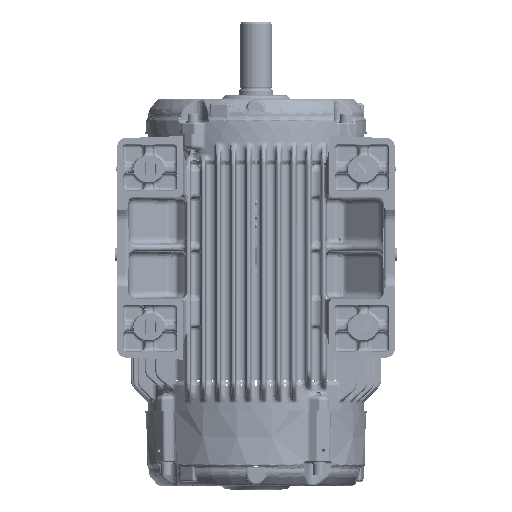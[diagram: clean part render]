
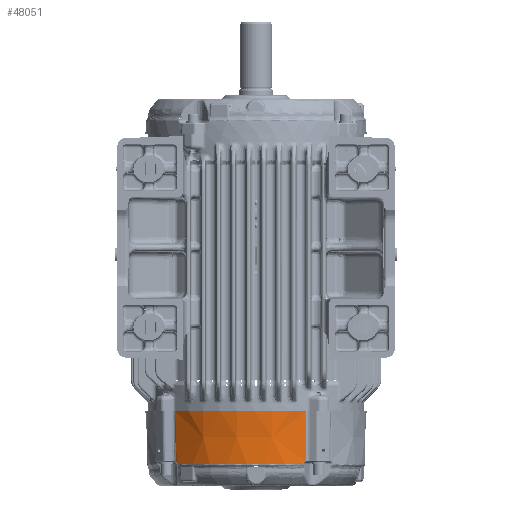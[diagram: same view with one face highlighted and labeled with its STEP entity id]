
A CAD part, front view. The second image highlights one B-rep face of the part: STEP entity #48051.
In plain terms, the highlighted conical face has half-angle 1 degrees and reference radius 98 mm.
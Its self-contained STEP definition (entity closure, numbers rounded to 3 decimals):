
#7642=FACE_OUTER_BOUND('',#54939,.T.);
#35640=B_SPLINE_CURVE_WITH_KNOTS('',3,(#156244,#156245,#156246,#156247,
#156248,#156249,#156250,#156251,#156252,#156253),.UNSPECIFIED.,.F.,.F.,
(4,3,3,4),(0.,0.023,0.747,1.),.UNSPECIFIED.);
#35696=B_SPLINE_CURVE_WITH_KNOTS('',3,(#157000,#157001,#157002,#157003,
#157004,#157005,#157006,#157007,#157008,#157009,#157010,#157011,#157012,
#157013),.UNSPECIFIED.,.F.,.F.,(4,2,2,2,2,2,4),(0.,0.25,0.375,
0.437,0.5,0.75,1.),.UNSPECIFIED.);
#35697=B_SPLINE_CURVE_WITH_KNOTS('',3,(#157017,#157018,#157019,#157020,
#157021,#157022,#157023,#157024,#157025,#157026,#157027,#157028,#157029,
#157030,#157031,#157032,#157033),.UNSPECIFIED.,.F.,.F.,(4,2,2,2,2,1,2,2,
4),(0.,0.25,0.375,0.5,0.75,
0.813,0.844,0.875,1.),.UNSPECIFIED.);
#35698=B_SPLINE_CURVE_WITH_KNOTS('',3,(#157035,#157036,#157037,#157038,
#157039,#157040,#157041,#157042,#157043,#157044),.UNSPECIFIED.,.F.,.F.,
(4,3,3,4),(0.,0.162,0.886,1.),.UNSPECIFIED.);
#48051=ADVANCED_FACE('',(#7642),#53506,.T.);
#53506=CONICAL_SURFACE('',#118171,98.,1.);
#54939=EDGE_LOOP('',(#62540,#62541,#62542,#62543,#62544,#62545));
#62540=ORIENTED_EDGE('',*,*,#98406,.F.);
#62541=ORIENTED_EDGE('',*,*,#98239,.T.);
#62542=ORIENTED_EDGE('',*,*,#98407,.T.);
#62543=ORIENTED_EDGE('',*,*,#98408,.T.);
#62544=ORIENTED_EDGE('',*,*,#98409,.T.);
#62545=ORIENTED_EDGE('',*,*,#98410,.T.);
#89003=VERTEX_POINT('',#156254);
#89004=VERTEX_POINT('',#156255);
#89080=VERTEX_POINT('',#156999);
#89081=VERTEX_POINT('',#157014);
#89082=VERTEX_POINT('',#157016);
#89083=VERTEX_POINT('',#157034);
#98239=EDGE_CURVE('',#89003,#89004,#35640,.T.);
#98406=EDGE_CURVE('',#89003,#89080,#112509,.T.);
#98407=EDGE_CURVE('',#89004,#89081,#35696,.T.);
#98408=EDGE_CURVE('',#89081,#89082,#112510,.T.);
#98409=EDGE_CURVE('',#89082,#89083,#35697,.T.);
#98410=EDGE_CURVE('',#89083,#89080,#35698,.T.);
#112509=CIRCLE('',#118169,98.);
#112510=CIRCLE('',#118170,97.183);
#118169=AXIS2_PLACEMENT_3D('',#156998,#129207,#129208);
#118170=AXIS2_PLACEMENT_3D('',#157015,#129209,#129210);
#118171=AXIS2_PLACEMENT_3D('',#157045,#129211,#129212);
#129207=DIRECTION('',(0.,0.,1.));
#129208=DIRECTION('',(1.,0.,0.));
#129209=DIRECTION('',(0.,0.,1.));
#129210=DIRECTION('',(-1.,0.,0.));
#129211=DIRECTION('',(0.,0.,1.));
#129212=DIRECTION('',(-1.,0.,0.));
#156244=CARTESIAN_POINT('',(-71.504,-67.016,-284.5));
#156245=CARTESIAN_POINT('',(-71.502,-67.01,-284.833));
#156246=CARTESIAN_POINT('',(-71.499,-67.004,-285.166));
#156247=CARTESIAN_POINT('',(-71.497,-66.998,-285.499));
#156248=CARTESIAN_POINT('',(-71.421,-66.808,-296.163));
#156249=CARTESIAN_POINT('',(-71.344,-66.617,-306.828));
#156250=CARTESIAN_POINT('',(-71.267,-66.426,-317.493));
#156251=CARTESIAN_POINT('',(-71.24,-66.359,-321.224));
#156252=CARTESIAN_POINT('',(-71.214,-66.293,-324.955));
#156253=CARTESIAN_POINT('',(-71.187,-66.226,-328.687));
#156254=CARTESIAN_POINT('',(-71.504,-67.016,-284.5));
#156255=CARTESIAN_POINT('',(-71.187,-66.226,-328.687));
#156998=CARTESIAN_POINT('',(0.,0.,-284.5));
#156999=CARTESIAN_POINT('',(44.271,-87.43,-284.5));
#157000=CARTESIAN_POINT('',(-71.187,-66.226,-328.687));
#157001=CARTESIAN_POINT('',(-70.877,-66.556,-328.789));
#157002=CARTESIAN_POINT('',(-70.604,-66.842,-328.898));
#157003=CARTESIAN_POINT('',(-70.251,-67.208,-329.071));
#157004=CARTESIAN_POINT('',(-70.143,-67.319,-329.13));
#157005=CARTESIAN_POINT('',(-69.996,-67.47,-329.221));
#157006=CARTESIAN_POINT('',(-69.949,-67.518,-329.251));
#157007=CARTESIAN_POINT('',(-69.86,-67.608,-329.314));
#157008=CARTESIAN_POINT('',(-69.843,-67.625,-329.325));
#157009=CARTESIAN_POINT('',(-69.522,-67.95,-329.584));
#157010=CARTESIAN_POINT('',(-69.315,-68.155,-329.819));
#157011=CARTESIAN_POINT('',(-68.956,-68.501,-330.511));
#157012=CARTESIAN_POINT('',(-68.837,-68.609,-330.946));
#157013=CARTESIAN_POINT('',(-68.801,-68.637,-331.288));
#157014=CARTESIAN_POINT('',(-68.801,-68.637,-331.288));
#157015=CARTESIAN_POINT('',(0.,0.,
-331.288));
#157016=CARTESIAN_POINT('',(41.17,-88.032,-331.288));
#157017=CARTESIAN_POINT('',(41.17,-88.032,-331.288));
#157018=CARTESIAN_POINT('',(41.205,-88.023,-330.89));
#157019=CARTESIAN_POINT('',(41.333,-87.971,-330.505));
#157020=CARTESIAN_POINT('',(41.639,-87.837,-329.985));
#157021=CARTESIAN_POINT('',(41.757,-87.784,-329.825));
#157022=CARTESIAN_POINT('',(42.026,-87.661,-329.533));
#157023=CARTESIAN_POINT('',(42.2,-87.58,-329.384));
#157024=CARTESIAN_POINT('',(42.629,-87.378,-329.078));
#157025=CARTESIAN_POINT('',(42.964,-87.217,-328.923));
#157026=CARTESIAN_POINT('',(43.369,-87.018,-328.812));
#157027=CARTESIAN_POINT('',(43.488,-86.959,-328.784));
#157028=CARTESIAN_POINT('',(43.605,-86.901,-328.765));
#157029=CARTESIAN_POINT('',(43.681,-86.863,-328.754));
#157030=CARTESIAN_POINT('',(43.688,-86.859,-328.752));
#157031=CARTESIAN_POINT('',(44.034,-86.686,-328.718));
#157032=CARTESIAN_POINT('',(44.196,-86.603,-328.699));
#157033=CARTESIAN_POINT('',(44.243,-86.579,-328.687));
#157034=CARTESIAN_POINT('',(44.243,-86.579,-328.687));
#157035=CARTESIAN_POINT('',(44.243,-86.579,-328.687));
#157036=CARTESIAN_POINT('',(44.245,-86.625,-326.296));
#157037=CARTESIAN_POINT('',(44.246,-86.671,-323.906));
#157038=CARTESIAN_POINT('',(44.248,-86.717,-321.516));
#157039=CARTESIAN_POINT('',(44.255,-86.923,-310.851));
#157040=CARTESIAN_POINT('',(44.261,-87.128,-300.186));
#157041=CARTESIAN_POINT('',(44.268,-87.334,-289.522));
#157042=CARTESIAN_POINT('',(44.269,-87.366,-287.848));
#157043=CARTESIAN_POINT('',(44.27,-87.398,-286.174));
#157044=CARTESIAN_POINT('',(44.271,-87.43,-284.5));
#157045=CARTESIAN_POINT('',(0.,0.,-284.5));
